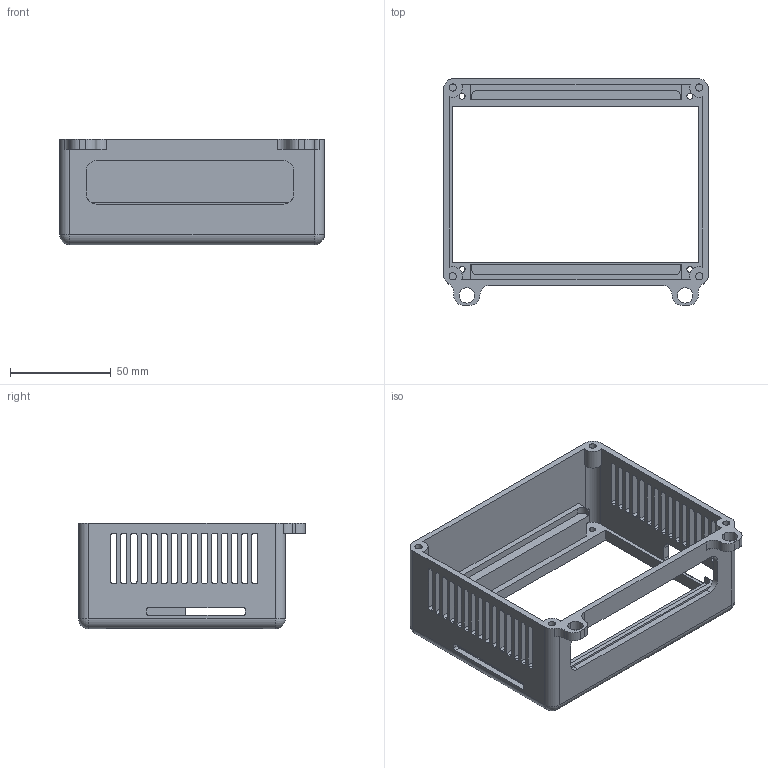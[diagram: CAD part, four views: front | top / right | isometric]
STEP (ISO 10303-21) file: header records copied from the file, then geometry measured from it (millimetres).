
FILE_DESCRIPTION (( 'STEP AP214' ), '1' );
FILE_NAME ('minipc_box.STEP', '2025-06-13T18:45:23', ( '' ), ( '' ), 'SwSTEP 2.0', 'SolidWorks 2024', '' );
FILE_SCHEMA (( 'AUTOMOTIVE_DESIGN' ));
Length unit declared in the file: millimetre
Products named in the file (1): minipc_box
Bounding box: 131.31 x 112.58 x 52.43 mm (x, y, z)
Volume: 90790.5 mm3; surface area: 51992 mm2
Topology: 1 solids, 1 shells, 374 faces, 1101 edges, 726 vertices
Faces by surface type: plane 188, cylinder 182, sphere 4
Entity records: 12738 total; most frequent: CARTESIAN_POINT 2288, DIRECTION 2200, ORIENTED_EDGE 2194, EDGE_CURVE 1097, AXIS2_PLACEMENT_3D 741, VERTEX_POINT 726, LINE 718, VECTOR 718
